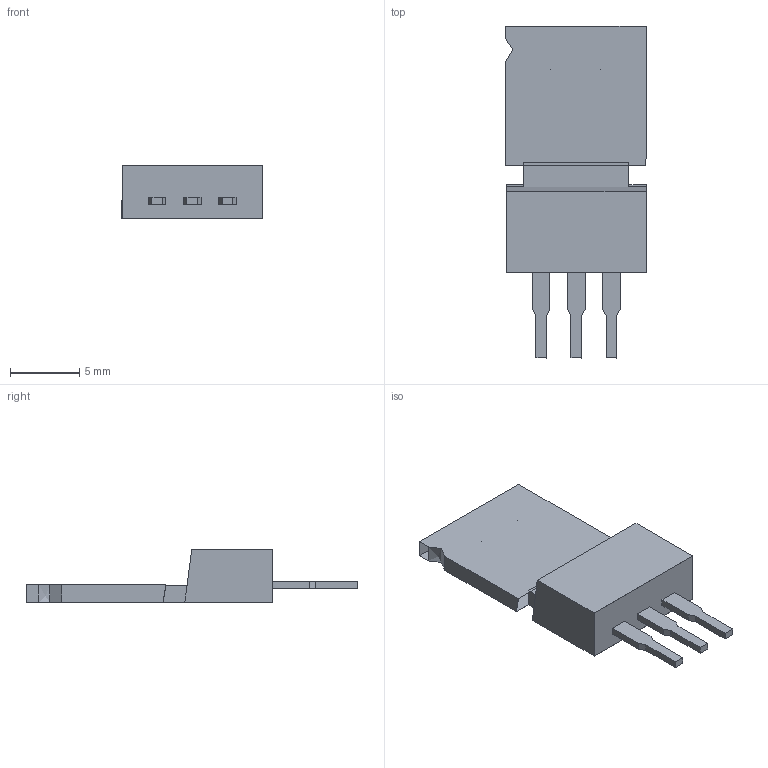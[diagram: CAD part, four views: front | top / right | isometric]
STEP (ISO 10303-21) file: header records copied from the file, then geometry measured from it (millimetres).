
FILE_DESCRIPTION(/* description */ (''),/* implementation_level */ '2;1');
FILE_NAME(/* name */ 'SFM-T3~1',/* time_stamp */ '2018-03-03T12:26:36+03:00',/* author */ (''),/* organization */ (''),/* preprocessor_version */ 'ST-DEVELOPER v15',/* originating_system */ '',/* authorisation */ '');
FILE_SCHEMA (('AUTOMOTIVE_DESIGN'));
Length unit declared in the file: inch
Products named in the file (1): Document
Bounding box: 10.18 x 24.05 x 3.83 mm (x, y, z)
Volume: 20.1 mm3; surface area: 594.7 mm2
Topology: 1 solids, 36 shells, 57 faces, 232 edges, 210 vertices
Faces by surface type: bspline 50, plane 7
Entity records: 4220 total; most frequent: CARTESIAN_POINT 2590, ORIENTED_EDGE 282, EDGE_CURVE 231, B_SPLINE_CURVE_WITH_KNOTS 227, VERTEX_POINT 210, EDGE_LOOP 59, ADVANCED_FACE 57, FACE_OUTER_BOUND 57
